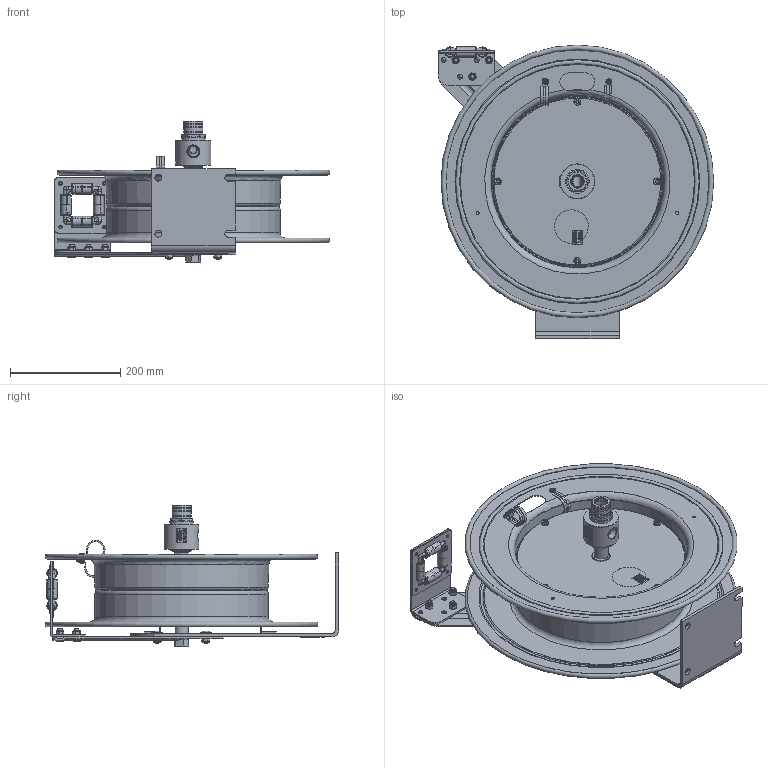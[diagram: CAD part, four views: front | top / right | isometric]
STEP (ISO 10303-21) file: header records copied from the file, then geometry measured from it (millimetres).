
FILE_DESCRIPTION(/* description */ (''),/* implementation_level */ '2;1');
FILE_NAME(/* name */ 'EZ-SH-525_SHARED.stp',/* time_stamp */ '2020-01-20T10:42:10-07:00',/* author */ ('NMelton'),/* organization */ (''),/* preprocessor_version */ 'ST-DEVELOPER v17',/* originating_system */ 'Autodesk Inventor 2019',/* authorisation */ '');
FILE_SCHEMA (('AUTOMOTIVE_DESIGN { 1 0 10303 214 3 1 1 }'));
Products named in the file (1): EZ-SH-525_SHARED
Bounding box: 500.21 x 533.4 x 257.33 mm (x, y, z)
Surface area: 1431294 mm2 (no closed solid volume)
Topology: 0 solids, 270 shells, 2438 faces, 12240 edges, 9786 vertices
Faces by surface type: plane 1329, cylinder 593, bspline 211, cone 193, torus 75, sphere 37
Full cylindrical faces by diameter (mm): 4.699 x4, 4.826 x2, 5.182 x3, 5.556 x1, 5.588 x3, 6.35 x10, 7.938 x3, 8.731 x7, 10.414 x1, 11.43 x3, 12.192 x7, 12.7 x2, 13.462 x1, 15.875 x1, 17.882 x1, 19.05 x6, 25.362 x1, 25.654 x1, 28.575 x1, 29.87 x1, 31.674 x4, 31.75 x1, 32.791 x2, 33.274 x1, 33.528 x1, 34.544 x4, 39.624 x1, 42.926 x1, 60.96 x1, 63.5 x1
Entity records: 130821 total; most frequent: CARTESIAN_POINT 38638, ORIENTED_EDGE 16567, DIRECTION 16251, EDGE_CURVE 12199, VERTEX_POINT 9786, LINE 6803, VECTOR 6803, AXIS2_PLACEMENT_3D 4724
